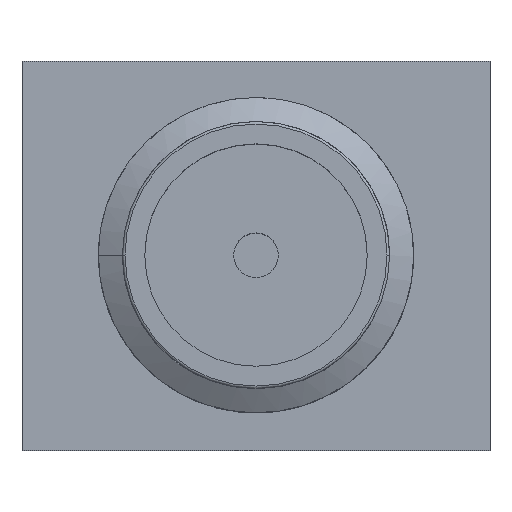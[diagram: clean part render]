
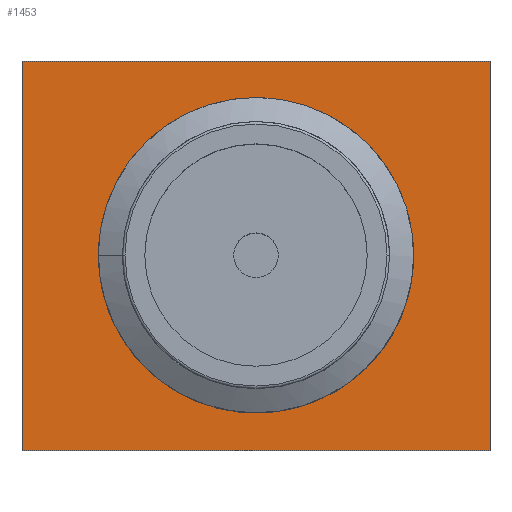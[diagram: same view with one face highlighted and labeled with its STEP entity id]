
A CAD part, top view. The second image highlights one B-rep face of the part: STEP entity #1453.
In plain terms, the highlighted planar face has unit normal (0, 0, 1).
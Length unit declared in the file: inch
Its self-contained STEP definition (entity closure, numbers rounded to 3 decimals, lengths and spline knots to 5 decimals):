
#18 = CARTESIAN_POINT ( 'NONE',  ( 0.1875, -0.156, 0. ) ) ;
#34 = AXIS2_PLACEMENT_3D ( 'NONE', #171, #155, #136 ) ;
#136 = DIRECTION ( 'NONE',  ( -1., 0., 0. ) ) ;
#149 = VECTOR ( 'NONE', #1677, 39.37008 ) ;
#155 = DIRECTION ( 'NONE',  ( 0., 0., -1. ) ) ;
#171 = CARTESIAN_POINT ( 'NONE',  ( 0., 0., 0. ) ) ;
#189 = CARTESIAN_POINT ( 'NONE',  ( -0.1875, 0.156, 0. ) ) ;
#193 = EDGE_CURVE ( 'NONE', #1771, #1680, #1959, .T. ) ;
#276 = ORIENTED_EDGE ( 'NONE', *, *, #3217, .F. ) ;
#312 = CIRCLE ( 'NONE', #2906, 0.107 ) ;
#328 = EDGE_LOOP ( 'NONE', ( #276, #3490 ) ) ;
#348 = ORIENTED_EDGE ( 'NONE', *, *, #1704, .T. ) ;
#404 = ORIENTED_EDGE ( 'NONE', *, *, #193, .T. ) ;
#440 = PLANE ( 'NONE',  #34 ) ;
#446 = EDGE_CURVE ( 'NONE', #1680, #2191, #1487, .T. ) ;
#479 = CARTESIAN_POINT ( 'NONE',  ( 0., 0., 0. ) ) ;
#524 = CIRCLE ( 'NONE', #2784, 0.107 ) ;
#699 = EDGE_CURVE ( 'NONE', #2967, #1771, #2624, .T. ) ;
#711 = FACE_OUTER_BOUND ( 'NONE', #2945, .T. ) ;
#831 = DIRECTION ( 'NONE',  ( 0., 0., 1. ) ) ;
#894 = CARTESIAN_POINT ( 'NONE',  ( 0.1875, -0.156, 0. ) ) ;
#1121 = CARTESIAN_POINT ( 'NONE',  ( 0.107, 0., 0. ) ) ;
#1266 = DIRECTION ( 'NONE',  ( -1., 0., 0. ) ) ;
#1344 = CARTESIAN_POINT ( 'NONE',  ( -0.1875, 0.156, 0. ) ) ;
#1453 = ADVANCED_FACE ( 'NONE', ( #711, #2817 ), #440, .F. ) ;
#1487 = LINE ( 'NONE', #2506, #149 ) ;
#1667 = EDGE_CURVE ( 'NONE', #2000, #3039, #312, .T. ) ;
#1677 = DIRECTION ( 'NONE',  ( 1., 0., 0. ) ) ;
#1680 = VERTEX_POINT ( 'NONE', #2209 ) ;
#1704 = EDGE_CURVE ( 'NONE', #2191, #2967, #2792, .T. ) ;
#1719 = DIRECTION ( 'NONE',  ( 1., 0., 0. ) ) ;
#1725 = VECTOR ( 'NONE', #1923, 39.37008 ) ;
#1771 = VERTEX_POINT ( 'NONE', #1344 ) ;
#1923 = DIRECTION ( 'NONE',  ( 0., -1., 0. ) ) ;
#1959 = LINE ( 'NONE', #3030, #1725 ) ;
#1972 = CARTESIAN_POINT ( 'NONE',  ( -0.107, 0., 0. ) ) ;
#1980 = CARTESIAN_POINT ( 'NONE',  ( 0., 0., 0. ) ) ;
#2000 = VERTEX_POINT ( 'NONE', #1121 ) ;
#2191 = VERTEX_POINT ( 'NONE', #894 ) ;
#2209 = CARTESIAN_POINT ( 'NONE',  ( -0.1875, -0.156, 0. ) ) ;
#2293 = CARTESIAN_POINT ( 'NONE',  ( 0.1875, 0.156, 0. ) ) ;
#2403 = VECTOR ( 'NONE', #1266, 39.37008 ) ;
#2506 = CARTESIAN_POINT ( 'NONE',  ( -0.1875, -0.156, 0. ) ) ;
#2564 = VECTOR ( 'NONE', #2984, 39.37008 ) ;
#2624 = LINE ( 'NONE', #189, #2403 ) ;
#2768 = ORIENTED_EDGE ( 'NONE', *, *, #446, .T. ) ;
#2784 = AXIS2_PLACEMENT_3D ( 'NONE', #479, #3199, #2854 ) ;
#2792 = LINE ( 'NONE', #18, #2564 ) ;
#2817 = FACE_BOUND ( 'NONE', #328, .T. ) ;
#2854 = DIRECTION ( 'NONE',  ( 1., 0., 0. ) ) ;
#2906 = AXIS2_PLACEMENT_3D ( 'NONE', #1980, #831, #1719 ) ;
#2945 = EDGE_LOOP ( 'NONE', ( #348, #3434, #404, #2768 ) ) ;
#2967 = VERTEX_POINT ( 'NONE', #2293 ) ;
#2984 = DIRECTION ( 'NONE',  ( 0., 1., 0. ) ) ;
#3030 = CARTESIAN_POINT ( 'NONE',  ( -0.1875, -0.156, 0. ) ) ;
#3039 = VERTEX_POINT ( 'NONE', #1972 ) ;
#3199 = DIRECTION ( 'NONE',  ( 0., 0., 1. ) ) ;
#3217 = EDGE_CURVE ( 'NONE', #3039, #2000, #524, .T. ) ;
#3434 = ORIENTED_EDGE ( 'NONE', *, *, #699, .T. ) ;
#3490 = ORIENTED_EDGE ( 'NONE', *, *, #1667, .F. ) ;
